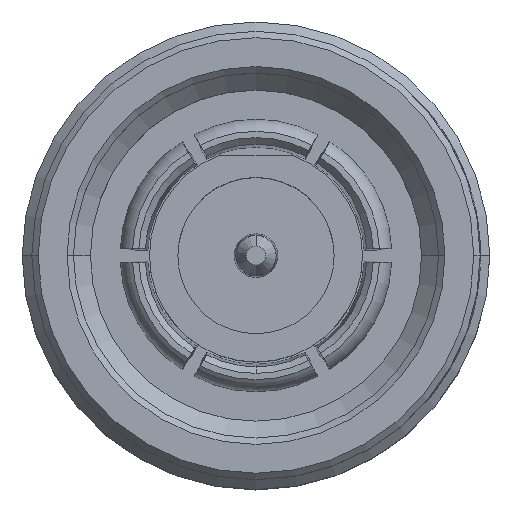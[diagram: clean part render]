
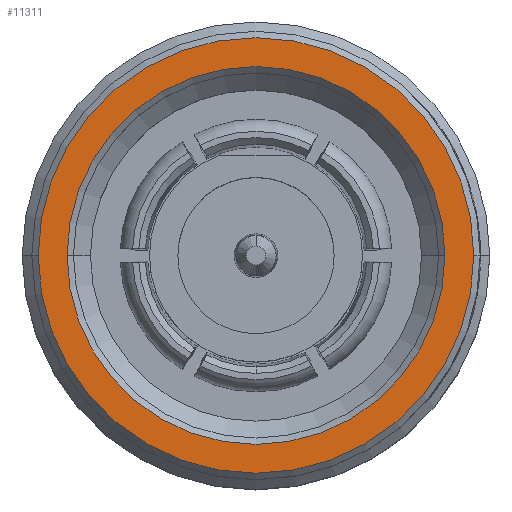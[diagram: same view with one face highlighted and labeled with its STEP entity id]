
A CAD part, top view. The second image highlights one B-rep face of the part: STEP entity #11311.
In plain terms, the highlighted planar face has unit normal (0, 0, 1).
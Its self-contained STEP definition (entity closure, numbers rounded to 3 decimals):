
#393 = AXIS2_PLACEMENT_3D ( 'NONE', #9243, #9244, #9245 ) ;
#601 = FACE_OUTER_BOUND ( 'NONE', #4808, .T. ) ;
#605 = FACE_BOUND ( 'NONE', #3371, .T. ) ;
#914 = CIRCLE ( 'NONE', #393, 5.9 ) ;
#3371 = EDGE_LOOP ( 'NONE', ( #10564, #10605 ) ) ;
#3585 = CIRCLE ( 'NONE', #10280, 6.8 ) ;
#4808 = EDGE_LOOP ( 'NONE', ( #8027, #10775 ) ) ;
#6498 = AXIS2_PLACEMENT_3D ( 'NONE', #14802, #14803, #14804 ) ;
#6552 = DIRECTION ( 'NONE',  ( -1., 0., 0. ) ) ;
#6556 = DIRECTION ( 'NONE',  ( 0., 0., -1. ) ) ;
#6567 = CARTESIAN_POINT ( 'NONE',  ( 0., 0., 0.85 ) ) ;
#7034 = CIRCLE ( 'NONE', #10336, 5.9 ) ;
#7054 = CIRCLE ( 'NONE', #10340, 6.8 ) ;
#7963 = DIRECTION ( 'NONE',  ( -1., 0., 0. ) ) ;
#7965 = DIRECTION ( 'NONE',  ( 0., 0., 1. ) ) ;
#7966 = CARTESIAN_POINT ( 'NONE',  ( 0., 0., 0.85 ) ) ;
#8027 = ORIENTED_EDGE ( 'NONE', *, *, #10160, .T. ) ;
#8839 = CARTESIAN_POINT ( 'NONE',  ( -6.8, 0., 0.85 ) ) ;
#8845 = CARTESIAN_POINT ( 'NONE',  ( 6.8, 0., 0.85 ) ) ;
#8847 = CARTESIAN_POINT ( 'NONE',  ( -5.9, 0., 0.85 ) ) ;
#8848 = CARTESIAN_POINT ( 'NONE',  ( 5.9, 0., 0.85 ) ) ;
#9243 = CARTESIAN_POINT ( 'NONE',  ( 0., 0., 0.85 ) ) ;
#9244 = DIRECTION ( 'NONE',  ( 0., 0., -1. ) ) ;
#9245 = DIRECTION ( 'NONE',  ( -1., 0., 0. ) ) ;
#9922 = EDGE_CURVE ( 'NONE', #12349, #12343, #3585, .T. ) ;
#10150 = EDGE_CURVE ( 'NONE', #12351, #12352, #7034, .T. ) ;
#10160 = EDGE_CURVE ( 'NONE', #12343, #12349, #7054, .T. ) ;
#10280 = AXIS2_PLACEMENT_3D ( 'NONE', #11886, #11751, #11772 ) ;
#10336 = AXIS2_PLACEMENT_3D ( 'NONE', #6567, #6556, #6552 ) ;
#10340 = AXIS2_PLACEMENT_3D ( 'NONE', #7966, #7965, #7963 ) ;
#10564 = ORIENTED_EDGE ( 'NONE', *, *, #13086, .T. ) ;
#10605 = ORIENTED_EDGE ( 'NONE', *, *, #10150, .T. ) ;
#10775 = ORIENTED_EDGE ( 'NONE', *, *, #9922, .T. ) ;
#11311 = ADVANCED_FACE ( 'NONE', ( #601, #605 ), #14795, .F. ) ;
#11751 = DIRECTION ( 'NONE',  ( 0., 0., 1. ) ) ;
#11772 = DIRECTION ( 'NONE',  ( -1., 0., 0. ) ) ;
#11886 = CARTESIAN_POINT ( 'NONE',  ( 0., 0., 0.85 ) ) ;
#12343 = VERTEX_POINT ( 'NONE', #8839 ) ;
#12349 = VERTEX_POINT ( 'NONE', #8845 ) ;
#12351 = VERTEX_POINT ( 'NONE', #8847 ) ;
#12352 = VERTEX_POINT ( 'NONE', #8848 ) ;
#13086 = EDGE_CURVE ( 'NONE', #12352, #12351, #914, .T. ) ;
#14795 = PLANE ( 'NONE',  #6498 ) ;
#14802 = CARTESIAN_POINT ( 'NONE',  ( 0., 0., 0.85 ) ) ;
#14803 = DIRECTION ( 'NONE',  ( 0., 0., -1. ) ) ;
#14804 = DIRECTION ( 'NONE',  ( -1., 0., 0. ) ) ;
